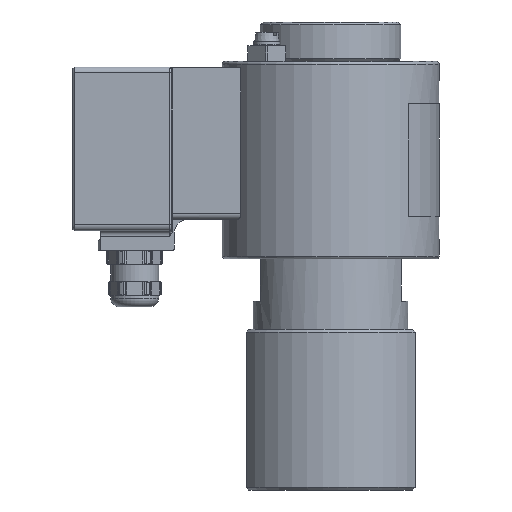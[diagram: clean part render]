
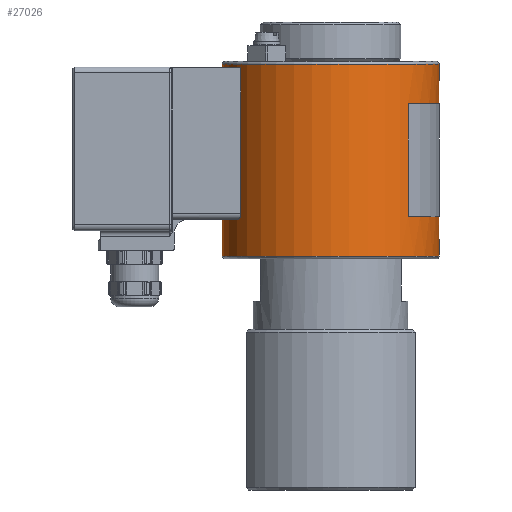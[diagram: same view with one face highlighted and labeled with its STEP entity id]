
A CAD part, left-side view. The second image highlights one B-rep face of the part: STEP entity #27026.
In plain terms, the highlighted cylindrical face has radius 38.5 mm (diameter 77 mm), a full revolution.
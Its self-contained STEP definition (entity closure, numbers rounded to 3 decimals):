
#2137=LINE('',#34396,#4716);
#2139=LINE('',#34401,#4718);
#4716=VECTOR('',#29676,40.);
#4718=VECTOR('',#29680,40.);
#8067=FACE_BOUND('',#9863,.T.);
#8068=FACE_BOUND('',#9864,.T.);
#8185=CYLINDRICAL_SURFACE('',#28612,38.5);
#8307=FACE_OUTER_BOUND('',#9862,.T.);
#9862=EDGE_LOOP('',(#18787));
#9863=EDGE_LOOP('',(#18788,#18789,#18790,#18791));
#9864=EDGE_LOOP('',(#18792));
#11472=CIRCLE('',#28557,38.5);
#11473=CIRCLE('',#28559,38.5);
#11494=CIRCLE('',#28613,38.5);
#11495=CIRCLE('',#28614,38.5);
#11635=VERTEX_POINT('',#34392);
#11636=VERTEX_POINT('',#34394);
#11637=VERTEX_POINT('',#34398);
#11638=VERTEX_POINT('',#34400);
#11687=VERTEX_POINT('',#34596);
#11688=VERTEX_POINT('',#34598);
#14424=EDGE_CURVE('',#11635,#11636,#2137,.T.);
#14426=EDGE_CURVE('',#11638,#11637,#2139,.T.);
#14428=EDGE_CURVE('',#11636,#11638,#11472,.T.);
#14429=EDGE_CURVE('',#11637,#11635,#11473,.T.);
#14498=EDGE_CURVE('',#11687,#11687,#11494,.T.);
#14499=EDGE_CURVE('',#11688,#11688,#11495,.T.);
#18787=ORIENTED_EDGE('',*,*,#14498,.F.);
#18788=ORIENTED_EDGE('',*,*,#14426,.T.);
#18789=ORIENTED_EDGE('',*,*,#14429,.T.);
#18790=ORIENTED_EDGE('',*,*,#14424,.T.);
#18791=ORIENTED_EDGE('',*,*,#14428,.T.);
#18792=ORIENTED_EDGE('',*,*,#14499,.F.);
#27026=ADVANCED_FACE('',(#8307,#8067,#8068),#8185,.T.);
#28557=AXIS2_PLACEMENT_3D('',#34404,#29684,#29685);
#28559=AXIS2_PLACEMENT_3D('',#34406,#29688,#29689);
#28612=AXIS2_PLACEMENT_3D('',#34595,#29830,#29831);
#28613=AXIS2_PLACEMENT_3D('',#34597,#29832,#29833);
#28614=AXIS2_PLACEMENT_3D('',#34599,#29834,#29835);
#29676=DIRECTION('',(0.,0.,1.));
#29680=DIRECTION('',(0.,0.,-1.));
#29684=DIRECTION('center_axis',(0.,0.,
1.));
#29685=DIRECTION('ref_axis',(1.,0.,0.));
#29688=DIRECTION('center_axis',(0.,0.,
-1.));
#29689=DIRECTION('ref_axis',(1.,0.,0.));
#29830=DIRECTION('center_axis',(0.,0.,
1.));
#29831=DIRECTION('ref_axis',(1.,0.,0.));
#29832=DIRECTION('center_axis',(0.,0.,
-1.));
#29833=DIRECTION('ref_axis',(-1.,0.,0.));
#29834=DIRECTION('center_axis',(0.,0.,
1.));
#29835=DIRECTION('ref_axis',(-1.,0.,0.));
#34392=CARTESIAN_POINT('',(-27.,-27.446,84.));
#34394=CARTESIAN_POINT('',(-27.,-27.446,124.));
#34396=CARTESIAN_POINT('',(-27.,-27.446,104.));
#34398=CARTESIAN_POINT('',(27.,-27.446,84.));
#34400=CARTESIAN_POINT('',(27.,-27.446,124.));
#34401=CARTESIAN_POINT('',(27.,-27.446,104.));
#34404=CARTESIAN_POINT('Origin',(0.,-0.001,
124.));
#34406=CARTESIAN_POINT('Origin',(0.,-0.001,
84.));
#34595=CARTESIAN_POINT('Origin',(0.,-0.001,
104.));
#34596=CARTESIAN_POINT('',(38.5,-0.001,70.));
#34597=CARTESIAN_POINT('Origin',(0.,-0.001,
70.));
#34598=CARTESIAN_POINT('',(38.5,-0.001,138.));
#34599=CARTESIAN_POINT('Origin',(0.,-0.001,
138.));
